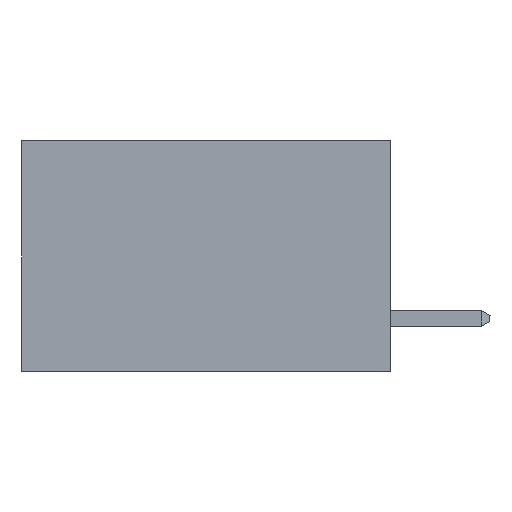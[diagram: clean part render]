
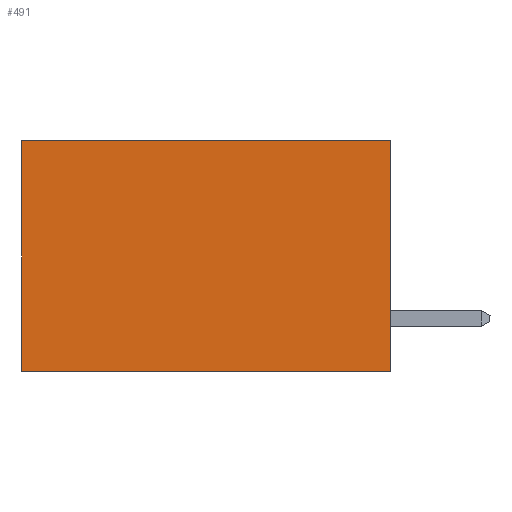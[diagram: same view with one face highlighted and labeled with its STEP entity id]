
A CAD part, left-side view. The second image highlights one B-rep face of the part: STEP entity #491.
In plain terms, the highlighted planar face has unit normal (-1, 0, 0).
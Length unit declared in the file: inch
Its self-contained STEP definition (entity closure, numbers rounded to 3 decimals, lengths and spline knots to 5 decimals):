
#46 = VECTOR ( 'NONE', #11516, 39.37008 ) ;
#491 = ADVANCED_FACE ( 'NONE', ( #12639 ), #13847, .F. ) ;
#942 = LINE ( 'NONE', #10415, #46 ) ;
#1077 = VERTEX_POINT ( 'NONE', #15015 ) ;
#1354 = VECTOR ( 'NONE', #2252, 39.37008 ) ;
#1586 = EDGE_CURVE ( 'NONE', #5095, #1077, #3657, .T. ) ;
#1613 = CARTESIAN_POINT ( 'NONE',  ( 0.277, 0., 0. ) ) ;
#2252 = DIRECTION ( 'NONE',  ( 0., 1., 0. ) ) ;
#3020 = CARTESIAN_POINT ( 'NONE',  ( 0.277, 0.59, -0.37 ) ) ;
#3657 = LINE ( 'NONE', #11747, #7076 ) ;
#3976 = AXIS2_PLACEMENT_3D ( 'NONE', #11355, #8273, #14795 ) ;
#4226 = EDGE_CURVE ( 'NONE', #1077, #7119, #6992, .T. ) ;
#5095 = VERTEX_POINT ( 'NONE', #1613 ) ;
#5427 = CARTESIAN_POINT ( 'NONE',  ( 0.277, 0.59, 0. ) ) ;
#6552 = ORIENTED_EDGE ( 'NONE', *, *, #4226, .F. ) ;
#6992 = LINE ( 'NONE', #11147, #10610 ) ;
#7076 = VECTOR ( 'NONE', #11698, 39.37008 ) ;
#7119 = VERTEX_POINT ( 'NONE', #3020 ) ;
#7182 = ORIENTED_EDGE ( 'NONE', *, *, #1586, .F. ) ;
#8054 = VERTEX_POINT ( 'NONE', #5427 ) ;
#8115 = EDGE_LOOP ( 'NONE', ( #14846, #6552, #7182, #13104 ) ) ;
#8273 = DIRECTION ( 'NONE',  ( 1., 0., 0. ) ) ;
#9245 = EDGE_CURVE ( 'NONE', #5095, #8054, #10339, .T. ) ;
#9365 = EDGE_CURVE ( 'NONE', #8054, #7119, #942, .T. ) ;
#10339 = LINE ( 'NONE', #13631, #1354 ) ;
#10415 = CARTESIAN_POINT ( 'NONE',  ( 0.277, 0.59, -0.37 ) ) ;
#10610 = VECTOR ( 'NONE', #10669, 39.37008 ) ;
#10669 = DIRECTION ( 'NONE',  ( 0., 1., 0. ) ) ;
#11147 = CARTESIAN_POINT ( 'NONE',  ( 0.277, 0., -0.37 ) ) ;
#11355 = CARTESIAN_POINT ( 'NONE',  ( 0.277, 0., -0.37 ) ) ;
#11516 = DIRECTION ( 'NONE',  ( 0., 0., -1. ) ) ;
#11698 = DIRECTION ( 'NONE',  ( 0., 0., -1. ) ) ;
#11747 = CARTESIAN_POINT ( 'NONE',  ( 0.277, 0., -0.37 ) ) ;
#12639 = FACE_OUTER_BOUND ( 'NONE', #8115, .T. ) ;
#13104 = ORIENTED_EDGE ( 'NONE', *, *, #9245, .T. ) ;
#13631 = CARTESIAN_POINT ( 'NONE',  ( 0.277, 0., 0. ) ) ;
#13847 = PLANE ( 'NONE',  #3976 ) ;
#14795 = DIRECTION ( 'NONE',  ( 0., 0., -1. ) ) ;
#14846 = ORIENTED_EDGE ( 'NONE', *, *, #9365, .T. ) ;
#15015 = CARTESIAN_POINT ( 'NONE',  ( 0.277, 0., -0.37 ) ) ;
